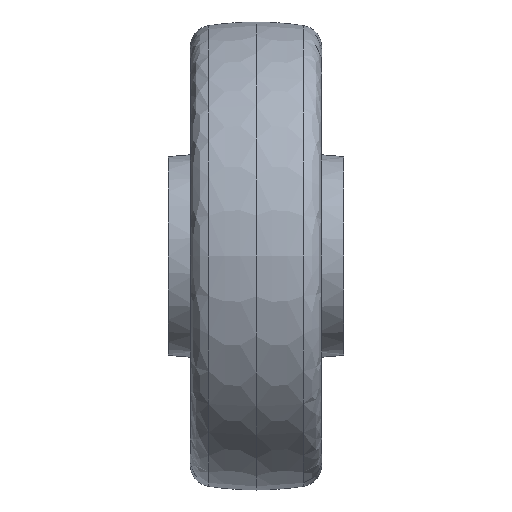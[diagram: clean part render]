
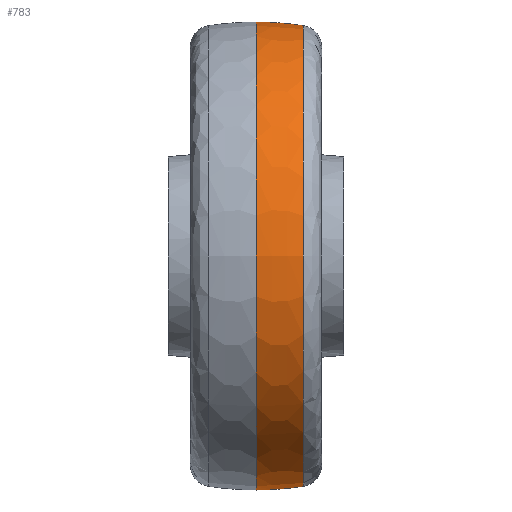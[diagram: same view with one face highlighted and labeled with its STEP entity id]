
A CAD part, front view. The second image highlights one B-rep face of the part: STEP entity #783.
In plain terms, the highlighted toroidal (fillet/blend) face has major radius 25 mm and minor radius 105 mm.
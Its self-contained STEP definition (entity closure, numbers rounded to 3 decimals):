
#201 = DIRECTION ( 'NONE',  ( -1., 0., 0. ) ) ;
#276 = AXIS2_PLACEMENT_3D ( 'NONE', #3444, #201, #1121 ) ;
#636 = CARTESIAN_POINT ( 'NONE',  ( 16.094, 0., 78.788 ) ) ;
#748 = CARTESIAN_POINT ( 'NONE',  ( 0., 0., -80. ) ) ;
#783 = ADVANCED_FACE ( 'NONE', ( #5536 ), #4878, .T. ) ;
#838 = ORIENTED_EDGE ( 'NONE', *, *, #3605, .F. ) ;
#1121 = DIRECTION ( 'NONE',  ( 0., 0., 1. ) ) ;
#1148 = EDGE_CURVE ( 'NONE', #6589, #4375, #1451, .T. ) ;
#1269 = CARTESIAN_POINT ( 'NONE',  ( 0.186, 0., 25. ) ) ;
#1423 = DIRECTION ( 'NONE',  ( 0., -1., 0. ) ) ;
#1451 = CIRCLE ( 'NONE', #5003, 105. ) ;
#1529 = ORIENTED_EDGE ( 'NONE', *, *, #7067, .T. ) ;
#1709 = EDGE_CURVE ( 'NONE', #6589, #2214, #4516, .T. ) ;
#1822 = DIRECTION ( 'NONE',  ( 0., 0., 1. ) ) ;
#2214 = VERTEX_POINT ( 'NONE', #636 ) ;
#2399 = DIRECTION ( 'NONE',  ( 0., 1., 0. ) ) ;
#2479 = AXIS2_PLACEMENT_3D ( 'NONE', #4086, #3644, #1822 ) ;
#2507 = AXIS2_PLACEMENT_3D ( 'NONE', #4090, #6216, #2947 ) ;
#2686 = DIRECTION ( 'NONE',  ( 0., 0., -1. ) ) ;
#2941 = ORIENTED_EDGE ( 'NONE', *, *, #1709, .T. ) ;
#2947 = DIRECTION ( 'NONE',  ( 0., 0., 1. ) ) ;
#3088 = CIRCLE ( 'NONE', #2479, 80. ) ;
#3316 = VERTEX_POINT ( 'NONE', #4551 ) ;
#3444 = CARTESIAN_POINT ( 'NONE',  ( 0.186, 0., 0. ) ) ;
#3605 = EDGE_CURVE ( 'NONE', #4375, #3316, #3088, .T. ) ;
#3644 = DIRECTION ( 'NONE',  ( -1., 0., 0. ) ) ;
#3949 = EDGE_LOOP ( 'NONE', ( #4464, #2941, #1529, #838 ) ) ;
#4008 = AXIS2_PLACEMENT_3D ( 'NONE', #5501, #1423, #2686 ) ;
#4086 = CARTESIAN_POINT ( 'NONE',  ( 0., 0., 0. ) ) ;
#4090 = CARTESIAN_POINT ( 'NONE',  ( 16.094, 0., 0. ) ) ;
#4375 = VERTEX_POINT ( 'NONE', #748 ) ;
#4464 = ORIENTED_EDGE ( 'NONE', *, *, #1148, .F. ) ;
#4516 = CIRCLE ( 'NONE', #2507, 78.788 ) ;
#4551 = CARTESIAN_POINT ( 'NONE',  ( 0., 0., 80. ) ) ;
#4878 = TOROIDAL_SURFACE ( 'NONE', #276, -25., 105. ) ;
#5003 = AXIS2_PLACEMENT_3D ( 'NONE', #1269, #2399, #5162 ) ;
#5162 = DIRECTION ( 'NONE',  ( 0., 0., 1. ) ) ;
#5501 = CARTESIAN_POINT ( 'NONE',  ( 0.186, 0., -25. ) ) ;
#5526 = CIRCLE ( 'NONE', #4008, 105. ) ;
#5536 = FACE_OUTER_BOUND ( 'NONE', #3949, .T. ) ;
#6216 = DIRECTION ( 'NONE',  ( -1., 0., 0. ) ) ;
#6420 = CARTESIAN_POINT ( 'NONE',  ( 16.094, 0., -78.788 ) ) ;
#6589 = VERTEX_POINT ( 'NONE', #6420 ) ;
#7067 = EDGE_CURVE ( 'NONE', #2214, #3316, #5526, .T. ) ;
